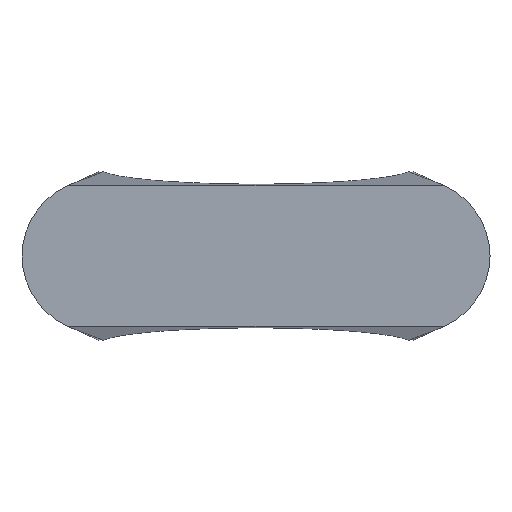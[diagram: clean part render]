
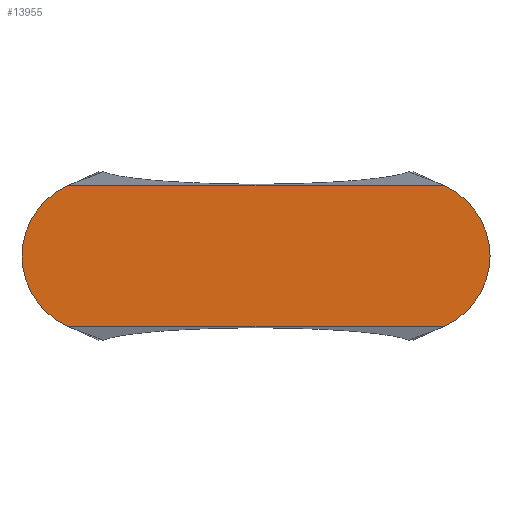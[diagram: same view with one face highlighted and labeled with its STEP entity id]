
A CAD part, front view. The second image highlights one B-rep face of the part: STEP entity #13955.
In plain terms, the highlighted planar face has unit normal (0, -1, 0).
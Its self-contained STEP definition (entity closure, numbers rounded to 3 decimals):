
#419 = EDGE_CURVE ( 'NONE', #4745, #4666, #715, .T. ) ;
#715 = LINE ( 'NONE', #4146, #3619 ) ;
#1042 = DIRECTION ( 'NONE',  ( 1., 0., 0. ) ) ;
#1101 = CARTESIAN_POINT ( 'NONE',  ( -25.525, -3.048, -9.525 ) ) ;
#1482 = EDGE_CURVE ( 'NONE', #2668, #2309, #4423, .T. ) ;
#1868 = DIRECTION ( 'NONE',  ( 0., -1., 0. ) ) ;
#2309 = VERTEX_POINT ( 'NONE', #10705 ) ;
#2668 = VERTEX_POINT ( 'NONE', #1101 ) ;
#2670 = CARTESIAN_POINT ( 'NONE',  ( -21.35, -3.048, 0. ) ) ;
#2836 = ORIENTED_EDGE ( 'NONE', *, *, #419, .T. ) ;
#2863 = ORIENTED_EDGE ( 'NONE', *, *, #5784, .T. ) ;
#3168 = AXIS2_PLACEMENT_3D ( 'NONE', #12022, #5493, #13129 ) ;
#3275 = AXIS2_PLACEMENT_3D ( 'NONE', #8427, #1868, #9509 ) ;
#3619 = VECTOR ( 'NONE', #10686, 1000. ) ;
#3741 = PLANE ( 'NONE',  #13008 ) ;
#3791 = DIRECTION ( 'NONE',  ( 0., 0., -1. ) ) ;
#4023 = CARTESIAN_POINT ( 'NONE',  ( -25.525, -3.048, 9.525 ) ) ;
#4146 = CARTESIAN_POINT ( 'NONE',  ( 25.525, -3.048, 9.525 ) ) ;
#4347 = FACE_OUTER_BOUND ( 'NONE', #12855, .T. ) ;
#4423 = LINE ( 'NONE', #12989, #7017 ) ;
#4666 = VERTEX_POINT ( 'NONE', #4023 ) ;
#4679 = CARTESIAN_POINT ( 'NONE',  ( 25.525, -3.048, 9.525 ) ) ;
#4745 = VERTEX_POINT ( 'NONE', #4679 ) ;
#5493 = DIRECTION ( 'NONE',  ( 0., -1., 0. ) ) ;
#5784 = EDGE_CURVE ( 'NONE', #4666, #2668, #13415, .T. ) ;
#6659 = ORIENTED_EDGE ( 'NONE', *, *, #10608, .T. ) ;
#6712 = CIRCLE ( 'NONE', #3168, 10.4 ) ;
#7017 = VECTOR ( 'NONE', #1042, 1000. ) ;
#8427 = CARTESIAN_POINT ( 'NONE',  ( -21.35, -3.048, 0. ) ) ;
#9509 = DIRECTION ( 'NONE',  ( 0., 0., -1. ) ) ;
#10334 = DIRECTION ( 'NONE',  ( 0., -1., 0. ) ) ;
#10608 = EDGE_CURVE ( 'NONE', #2309, #4745, #6712, .T. ) ;
#10686 = DIRECTION ( 'NONE',  ( -1., 0., 0. ) ) ;
#10705 = CARTESIAN_POINT ( 'NONE',  ( 25.525, -3.048, -9.525 ) ) ;
#11294 = ORIENTED_EDGE ( 'NONE', *, *, #1482, .T. ) ;
#12022 = CARTESIAN_POINT ( 'NONE',  ( 21.35, -3.048, 0. ) ) ;
#12855 = EDGE_LOOP ( 'NONE', ( #2863, #11294, #6659, #2836 ) ) ;
#12989 = CARTESIAN_POINT ( 'NONE',  ( -25.525, -3.048, -9.525 ) ) ;
#13008 = AXIS2_PLACEMENT_3D ( 'NONE', #2670, #10334, #3791 ) ;
#13129 = DIRECTION ( 'NONE',  ( 0., 0., -1. ) ) ;
#13415 = CIRCLE ( 'NONE', #3275, 10.4 ) ;
#13955 = ADVANCED_FACE ( 'NONE', ( #4347 ), #3741, .T. ) ;
